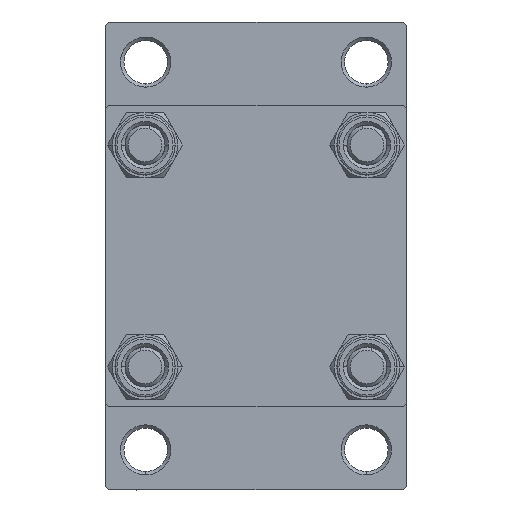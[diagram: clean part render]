
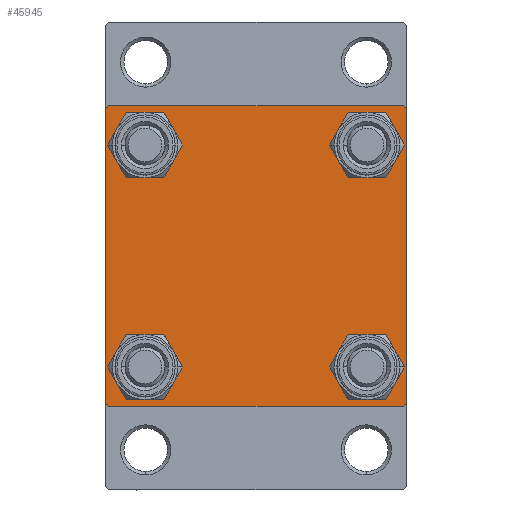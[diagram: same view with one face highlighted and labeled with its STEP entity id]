
A CAD part, left-side view. The second image highlights one B-rep face of the part: STEP entity #45945.
In plain terms, the highlighted planar face has unit normal (-1, 0, 0).
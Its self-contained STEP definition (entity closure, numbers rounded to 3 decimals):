
#26 = DIRECTION ( 'NONE',  ( 0., 0., 1. ) ) ;
#309 = VERTEX_POINT ( 'NONE', #39074 ) ;
#613 = AXIS2_PLACEMENT_3D ( 'NONE', #2107, #12868, #27493 ) ;
#1204 = CARTESIAN_POINT ( 'NONE',  ( 0., 16.6, 16.6 ) ) ;
#1320 = ORIENTED_EDGE ( 'NONE', *, *, #40828, .F. ) ;
#1424 = DIRECTION ( 'NONE',  ( 0., 0., 1. ) ) ;
#1487 = LINE ( 'NONE', #45281, #8501 ) ;
#1524 = CARTESIAN_POINT ( 'NONE',  ( 0., -16.6, 20.1 ) ) ;
#1858 = ORIENTED_EDGE ( 'NONE', *, *, #5523, .T. ) ;
#2080 = EDGE_CURVE ( 'NONE', #11610, #309, #19618, .T. ) ;
#2107 = CARTESIAN_POINT ( 'NONE',  ( 0., 0., 0. ) ) ;
#2449 = CARTESIAN_POINT ( 'NONE',  ( 0., 22.25, -22.25 ) ) ;
#2573 = FACE_BOUND ( 'NONE', #35378, .T. ) ;
#2812 = CARTESIAN_POINT ( 'NONE',  ( 0., 22.5, -22. ) ) ;
#3011 = EDGE_CURVE ( 'NONE', #6669, #44450, #38825, .T. ) ;
#3168 = VERTEX_POINT ( 'NONE', #23864 ) ;
#3247 = AXIS2_PLACEMENT_3D ( 'NONE', #9480, #5189, #19532 ) ;
#3564 = ORIENTED_EDGE ( 'NONE', *, *, #10301, .T. ) ;
#3731 = VERTEX_POINT ( 'NONE', #21849 ) ;
#3883 = ORIENTED_EDGE ( 'NONE', *, *, #40142, .T. ) ;
#3977 = VERTEX_POINT ( 'NONE', #30249 ) ;
#4549 = VECTOR ( 'NONE', #9334, 1000. ) ;
#5189 = DIRECTION ( 'NONE',  ( 1., 0., 0. ) ) ;
#5400 = CARTESIAN_POINT ( 'NONE',  ( 0., -16.6, 16.6 ) ) ;
#5523 = EDGE_CURVE ( 'NONE', #26391, #20963, #42737, .T. ) ;
#5858 = VERTEX_POINT ( 'NONE', #35508 ) ;
#6128 = CARTESIAN_POINT ( 'NONE',  ( 0., 16.6, -13.1 ) ) ;
#6662 = CIRCLE ( 'NONE', #37984, 3.5 ) ;
#6669 = VERTEX_POINT ( 'NONE', #2812 ) ;
#6866 = VECTOR ( 'NONE', #21561, 1000. ) ;
#7691 = ORIENTED_EDGE ( 'NONE', *, *, #9016, .F. ) ;
#8501 = VECTOR ( 'NONE', #16060, 1000. ) ;
#8601 = DIRECTION ( 'NONE',  ( 1., 0., 0. ) ) ;
#8944 = EDGE_LOOP ( 'NONE', ( #31148, #21602 ) ) ;
#9016 = EDGE_CURVE ( 'NONE', #29100, #309, #12261, .T. ) ;
#9039 = CARTESIAN_POINT ( 'NONE',  ( 0., -22., -22.5 ) ) ;
#9334 = DIRECTION ( 'NONE',  ( 0., 0.707, 0.707 ) ) ;
#9480 = CARTESIAN_POINT ( 'NONE',  ( 0., -16.6, -16.6 ) ) ;
#9869 = DIRECTION ( 'NONE',  ( 0., -0.707, 0.707 ) ) ;
#9943 = VERTEX_POINT ( 'NONE', #19496 ) ;
#10301 = EDGE_CURVE ( 'NONE', #3977, #16483, #18387, .T. ) ;
#10644 = CARTESIAN_POINT ( 'NONE',  ( 0., -16.6, -16.6 ) ) ;
#11023 = CARTESIAN_POINT ( 'NONE',  ( 0., 16.6, -16.6 ) ) ;
#11610 = VERTEX_POINT ( 'NONE', #40653 ) ;
#11655 = DIRECTION ( 'NONE',  ( 0., 0., 1. ) ) ;
#12261 = LINE ( 'NONE', #38575, #42843 ) ;
#12332 = VERTEX_POINT ( 'NONE', #24268 ) ;
#12424 = CARTESIAN_POINT ( 'NONE',  ( 0., 16.6, 20.1 ) ) ;
#12703 = DIRECTION ( 'NONE',  ( 0., 0., -1. ) ) ;
#12868 = DIRECTION ( 'NONE',  ( -1., 0., 0. ) ) ;
#14699 = DIRECTION ( 'NONE',  ( 1., 0., 0. ) ) ;
#15045 = EDGE_CURVE ( 'NONE', #5858, #6669, #26058, .T. ) ;
#15996 = ORIENTED_EDGE ( 'NONE', *, *, #2080, .T. ) ;
#16060 = DIRECTION ( 'NONE',  ( 0., -1., 0. ) ) ;
#16483 = VERTEX_POINT ( 'NONE', #6128 ) ;
#16646 = EDGE_CURVE ( 'NONE', #12332, #3731, #29245, .T. ) ;
#17319 = EDGE_CURVE ( 'NONE', #3731, #12332, #20817, .T. ) ;
#18387 = CIRCLE ( 'NONE', #36741, 3.5 ) ;
#18585 = DIRECTION ( 'NONE',  ( 1., 0., 0. ) ) ;
#18869 = VECTOR ( 'NONE', #9869, 1000. ) ;
#19443 = ORIENTED_EDGE ( 'NONE', *, *, #15045, .T. ) ;
#19496 = CARTESIAN_POINT ( 'NONE',  ( 0., -22.5, -22. ) ) ;
#19532 = DIRECTION ( 'NONE',  ( 0., 0., 1. ) ) ;
#19618 = LINE ( 'NONE', #23221, #4549 ) ;
#19977 = DIRECTION ( 'NONE',  ( 1., 0., 0. ) ) ;
#20283 = VERTEX_POINT ( 'NONE', #9039 ) ;
#20449 = CARTESIAN_POINT ( 'NONE',  ( 0., 22., -22.5 ) ) ;
#20677 = DIRECTION ( 'NONE',  ( 1., 0., 0. ) ) ;
#20749 = FACE_BOUND ( 'NONE', #42917, .T. ) ;
#20817 = CIRCLE ( 'NONE', #3247, 3.5 ) ;
#20963 = VERTEX_POINT ( 'NONE', #12424 ) ;
#21561 = DIRECTION ( 'NONE',  ( 0., -0.707, -0.707 ) ) ;
#21602 = ORIENTED_EDGE ( 'NONE', *, *, #27890, .T. ) ;
#21643 = DIRECTION ( 'NONE',  ( 0., 0., 1. ) ) ;
#21849 = CARTESIAN_POINT ( 'NONE',  ( 0., -16.6, -20.1 ) ) ;
#22022 = DIRECTION ( 'NONE',  ( 1., 0., 0. ) ) ;
#22065 = AXIS2_PLACEMENT_3D ( 'NONE', #1204, #41165, #44528 ) ;
#22213 = VECTOR ( 'NONE', #12703, 1000. ) ;
#22683 = DIRECTION ( 'NONE',  ( 0., 0., -1. ) ) ;
#22745 = EDGE_LOOP ( 'NONE', ( #19443, #22751, #31828, #26446, #1320, #15996, #7691, #31424 ) ) ;
#22751 = ORIENTED_EDGE ( 'NONE', *, *, #3011, .T. ) ;
#23221 = CARTESIAN_POINT ( 'NONE',  ( 0., -22.25, 22.25 ) ) ;
#23864 = CARTESIAN_POINT ( 'NONE',  ( 0., -16.6, 13.1 ) ) ;
#24113 = FACE_OUTER_BOUND ( 'NONE', #22745, .T. ) ;
#24177 = LINE ( 'NONE', #38787, #22213 ) ;
#24268 = CARTESIAN_POINT ( 'NONE',  ( 0., -16.6, -13.1 ) ) ;
#24296 = CARTESIAN_POINT ( 'NONE',  ( 0., 22.25, 22.25 ) ) ;
#24667 = VECTOR ( 'NONE', #22683, 1000. ) ;
#25439 = VECTOR ( 'NONE', #31720, 1000. ) ;
#26058 = LINE ( 'NONE', #40415, #24667 ) ;
#26391 = VERTEX_POINT ( 'NONE', #44773 ) ;
#26446 = ORIENTED_EDGE ( 'NONE', *, *, #28233, .T. ) ;
#27201 = AXIS2_PLACEMENT_3D ( 'NONE', #5400, #19977, #42012 ) ;
#27264 = CARTESIAN_POINT ( 'NONE',  ( 0., 16.6, -16.6 ) ) ;
#27493 = DIRECTION ( 'NONE',  ( 0., 0., 1. ) ) ;
#27846 = EDGE_CURVE ( 'NONE', #28167, #3168, #35691, .T. ) ;
#27890 = EDGE_CURVE ( 'NONE', #3168, #28167, #6662, .T. ) ;
#28167 = VERTEX_POINT ( 'NONE', #1524 ) ;
#28233 = EDGE_CURVE ( 'NONE', #20283, #9943, #39303, .T. ) ;
#28284 = AXIS2_PLACEMENT_3D ( 'NONE', #27264, #8601, #1424 ) ;
#29100 = VERTEX_POINT ( 'NONE', #46029 ) ;
#29245 = CIRCLE ( 'NONE', #33833, 3.5 ) ;
#30249 = CARTESIAN_POINT ( 'NONE',  ( 0., 16.6, -20.1 ) ) ;
#31068 = PLANE ( 'NONE',  #613 ) ;
#31148 = ORIENTED_EDGE ( 'NONE', *, *, #27846, .T. ) ;
#31424 = ORIENTED_EDGE ( 'NONE', *, *, #42722, .T. ) ;
#31720 = DIRECTION ( 'NONE',  ( 0., 0.707, -0.707 ) ) ;
#31828 = ORIENTED_EDGE ( 'NONE', *, *, #40748, .T. ) ;
#32179 = DIRECTION ( 'NONE',  ( 0., 0., 1. ) ) ;
#33833 = AXIS2_PLACEMENT_3D ( 'NONE', #10644, #14699, #21643 ) ;
#34519 = DIRECTION ( 'NONE',  ( 0., -1., 0. ) ) ;
#35335 = EDGE_LOOP ( 'NONE', ( #38098, #41304 ) ) ;
#35378 = EDGE_LOOP ( 'NONE', ( #3883, #1858 ) ) ;
#35508 = CARTESIAN_POINT ( 'NONE',  ( 0., 22.5, 22. ) ) ;
#35691 = CIRCLE ( 'NONE', #27201, 3.5 ) ;
#36672 = CIRCLE ( 'NONE', #28284, 3.5 ) ;
#36738 = AXIS2_PLACEMENT_3D ( 'NONE', #36791, #18585, #11655 ) ;
#36741 = AXIS2_PLACEMENT_3D ( 'NONE', #11023, #22022, #26 ) ;
#36791 = CARTESIAN_POINT ( 'NONE',  ( 0., 16.6, 16.6 ) ) ;
#37505 = CIRCLE ( 'NONE', #36738, 3.5 ) ;
#37560 = LINE ( 'NONE', #24296, #25439 ) ;
#37984 = AXIS2_PLACEMENT_3D ( 'NONE', #42954, #20677, #32179 ) ;
#38098 = ORIENTED_EDGE ( 'NONE', *, *, #16646, .T. ) ;
#38575 = CARTESIAN_POINT ( 'NONE',  ( 0., 22.5, 22.5 ) ) ;
#38787 = CARTESIAN_POINT ( 'NONE',  ( 0., -22.5, 22.5 ) ) ;
#38825 = LINE ( 'NONE', #2449, #6866 ) ;
#38917 = EDGE_CURVE ( 'NONE', #16483, #3977, #36672, .T. ) ;
#39074 = CARTESIAN_POINT ( 'NONE',  ( 0., -22., 22.5 ) ) ;
#39303 = LINE ( 'NONE', #46025, #18869 ) ;
#40142 = EDGE_CURVE ( 'NONE', #20963, #26391, #37505, .T. ) ;
#40415 = CARTESIAN_POINT ( 'NONE',  ( 0., 22.5, 22.5 ) ) ;
#40653 = CARTESIAN_POINT ( 'NONE',  ( 0., -22.5, 22. ) ) ;
#40748 = EDGE_CURVE ( 'NONE', #44450, #20283, #1487, .T. ) ;
#40828 = EDGE_CURVE ( 'NONE', #11610, #9943, #24177, .T. ) ;
#41165 = DIRECTION ( 'NONE',  ( 1., 0., 0. ) ) ;
#41304 = ORIENTED_EDGE ( 'NONE', *, *, #17319, .T. ) ;
#42012 = DIRECTION ( 'NONE',  ( 0., 0., 1. ) ) ;
#42148 = ORIENTED_EDGE ( 'NONE', *, *, #38917, .T. ) ;
#42722 = EDGE_CURVE ( 'NONE', #29100, #5858, #37560, .T. ) ;
#42737 = CIRCLE ( 'NONE', #22065, 3.5 ) ;
#42843 = VECTOR ( 'NONE', #34519, 1000. ) ;
#42917 = EDGE_LOOP ( 'NONE', ( #42148, #3564 ) ) ;
#42954 = CARTESIAN_POINT ( 'NONE',  ( 0., -16.6, 16.6 ) ) ;
#44450 = VERTEX_POINT ( 'NONE', #20449 ) ;
#44528 = DIRECTION ( 'NONE',  ( 0., 0., 1. ) ) ;
#44773 = CARTESIAN_POINT ( 'NONE',  ( 0., 16.6, 13.1 ) ) ;
#45281 = CARTESIAN_POINT ( 'NONE',  ( 0., 22.5, -22.5 ) ) ;
#45923 = FACE_BOUND ( 'NONE', #35335, .T. ) ;
#45945 = ADVANCED_FACE ( 'NONE', ( #46154, #45923, #20749, #2573, #24113 ), #31068, .T. ) ;
#46025 = CARTESIAN_POINT ( 'NONE',  ( 0., -22.25, -22.25 ) ) ;
#46029 = CARTESIAN_POINT ( 'NONE',  ( 0., 22., 22.5 ) ) ;
#46154 = FACE_BOUND ( 'NONE', #8944, .T. ) ;
